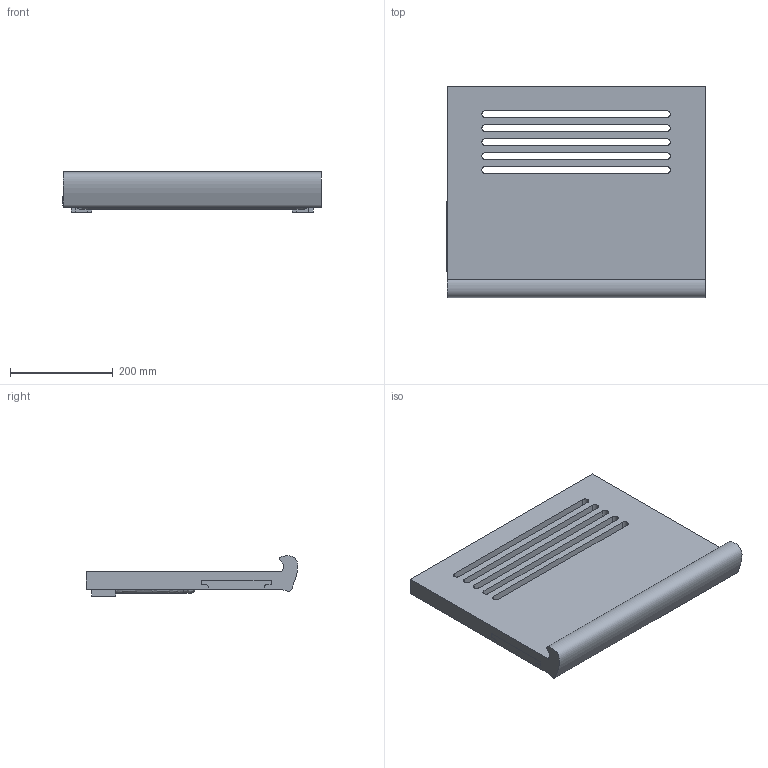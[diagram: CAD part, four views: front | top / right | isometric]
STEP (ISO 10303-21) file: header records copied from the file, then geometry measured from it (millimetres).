
FILE_DESCRIPTION(('FreeCAD Model'),'2;1');
FILE_NAME('Open CASCADE Shape Model','2025-05-03T16:57:00',('FreeCAD'),( 'FreeCAD'),'Open CASCADE STEP processor 7.6','FreeCAD','Unknown');
FILE_SCHEMA(('AUTOMOTIVE_DESIGN { 1 0 10303 214 1 1 1 1 }'));
Length unit declared in the file: millimetre
Products named in the file (1): Open CASCADE STEP translator 7.6 1
Bounding box: 501.85 x 410.6 x 78.43 mm (x, y, z)
Volume: 6262598.9 mm3; surface area: 753594.6 mm2
Topology: 3 solids, 3 shells, 104 faces, 306 edges, 199 vertices
Faces by surface type: bspline 104
Entity records: 3584 total; most frequent: CARTESIAN_POINT 1801, ORIENTED_EDGE 612, EDGE_CURVE 306, B_SPLINE_CURVE_WITH_KNOTS 231, VERTEX_POINT 199, FACE_BOUND 121, EDGE_LOOP 121, ADVANCED_FACE 104
